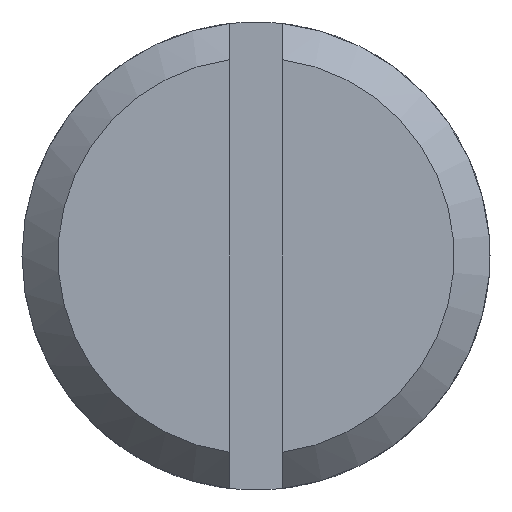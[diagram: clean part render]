
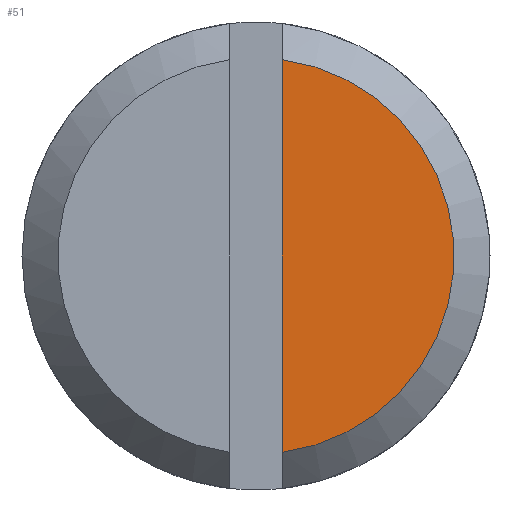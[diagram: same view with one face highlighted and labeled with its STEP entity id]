
A CAD part, left-side view. The second image highlights one B-rep face of the part: STEP entity #51.
In plain terms, the highlighted planar face has unit normal (-1, 0, 0).
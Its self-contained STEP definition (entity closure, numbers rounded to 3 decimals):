
#51 = ADVANCED_FACE( '', ( #104 ), #105, .F. );
#104 = FACE_OUTER_BOUND( '', #156, .T. );
#105 = PLANE( '', #157 );
#156 = EDGE_LOOP( '', ( #230, #231 ) );
#157 = AXIS2_PLACEMENT_3D( '', #232, #233, #234 );
#230 = ORIENTED_EDGE( '', *, *, #302, .F. );
#231 = ORIENTED_EDGE( '', *, *, #286, .F. );
#232 = CARTESIAN_POINT( '', ( 0., 0., 0. ) );
#233 = DIRECTION( '', ( 1., 0., 0. ) );
#234 = DIRECTION( '', ( 0., 1., 0. ) );
#286 = EDGE_CURVE( '', #329, #330, #331, .T. );
#302 = EDGE_CURVE( '', #330, #329, #355, .T. );
#329 = VERTEX_POINT( '', #392 );
#330 = VERTEX_POINT( '', #393 );
#331 = LINE( '', #394, #395 );
#355 = CIRCLE( '', #428, 6.773 );
#392 = CARTESIAN_POINT( '', ( 0., -0.9, -6.713 ) );
#393 = CARTESIAN_POINT( '', ( 0., -0.9, 6.713 ) );
#394 = CARTESIAN_POINT( '', ( 0., -0.9, -10.5 ) );
#395 = VECTOR( '', #446, 1000. );
#428 = AXIS2_PLACEMENT_3D( '', #465, #466, #467 );
#446 = DIRECTION( '', ( 0., 0., 1. ) );
#465 = CARTESIAN_POINT( '', ( 0., 0., 0. ) );
#466 = DIRECTION( '', ( 1., 0., 0. ) );
#467 = DIRECTION( '', ( 0., 1., 0. ) );
